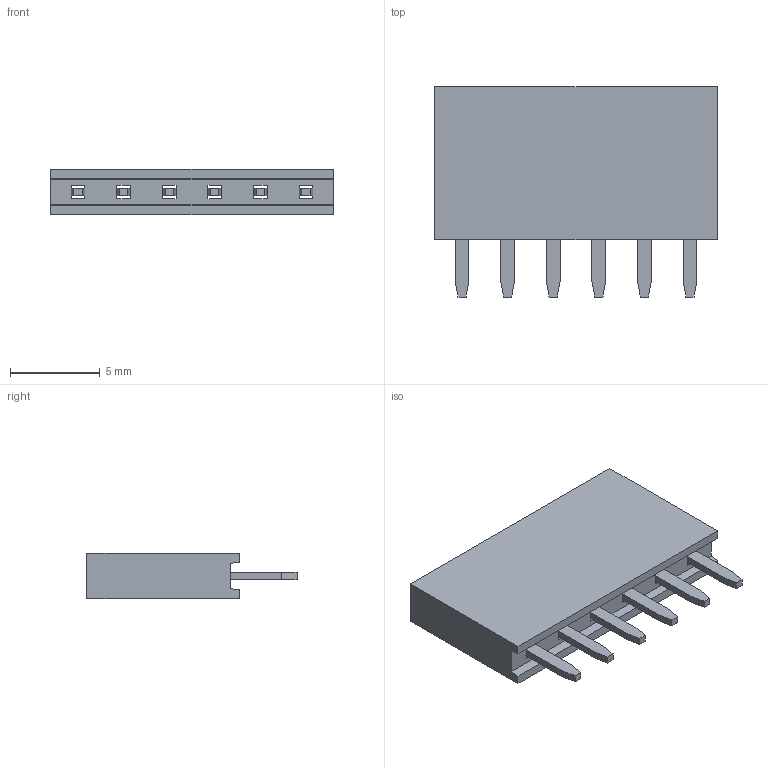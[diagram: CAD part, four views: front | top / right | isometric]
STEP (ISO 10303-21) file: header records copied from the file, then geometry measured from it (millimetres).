
FILE_DESCRIPTION (( 'STEP AP214' ), '1' );
FILE_NAME ('PPTC061LFBN-RC.STEP', '2022-03-14T22:02:39', ( '' ), ( '' ), 'SwSTEP 2.0', 'SolidWorks 2017', '' );
FILE_SCHEMA (( 'AUTOMOTIVE_DESIGN' ));
Length unit declared in the file: inch
Products named in the file (1): PPTC061LFBN-RC
Bounding box: 15.75 x 11.71 x 2.54 mm (x, y, z)
Volume: 312.5 mm3; surface area: 687.5 mm2
Topology: 7 solids, 7 shells, 148 faces, 378 edges, 244 vertices
Faces by surface type: plane 112, cylinder 36
Entity records: 5306 total; most frequent: CARTESIAN_POINT 771, ORIENTED_EDGE 756, DIRECTION 748, EDGE_CURVE 378, VECTOR 306, LINE 306, VERTEX_POINT 244, AXIS2_PLACEMENT_3D 221
